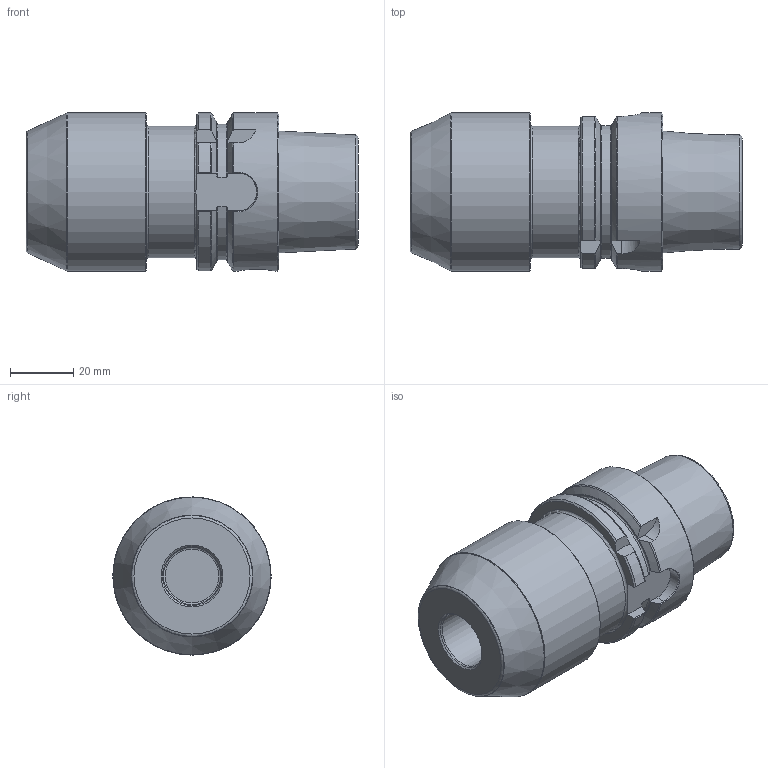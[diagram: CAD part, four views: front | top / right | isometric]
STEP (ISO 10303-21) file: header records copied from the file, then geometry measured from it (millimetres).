
FILE_DESCRIPTION(/* description */ (''),/* implementation_level */ '2;1');
FILE_NAME(/* name */ 'AHSKA50-EM-18-080.stp',/* time_stamp */ '2024-11-22T14:30:20+03:00',/* author */ (''),/* organization */ (''),/* preprocessor_version */ 'ST-DEVELOPER v19.4',/* originating_system */ 'SIEMENS PLM Software NX2306.3001',/* authorisation */ '');
FILE_SCHEMA (('AUTOMOTIVE_DESIGN { 1 0 10303 214 3 1 1 1 }'));
Length unit declared in the file: millimetre
Products named in the file (1): AHSKA50-EM-18-080-light_objects
Bounding box: 105 x 50 x 50 mm (x, y, z)
Volume: 151972 mm3; surface area: 22396.8 mm2
Topology: 1 solids, 1 shells, 95 faces, 246 edges, 156 vertices
Faces by surface type: plane 37, cone 23, torus 17, cylinder 15, bspline 3
Full cylindrical faces by diameter (mm): 10 x1, 18 x1, 18.5 x1, 41.6 x1, 50 x2
Entity records: 3209 total; most frequent: CARTESIAN_POINT 1091, ORIENTED_EDGE 426, DIRECTION 398, EDGE_CURVE 213, AXIS2_PLACEMENT_3D 165, VERTEX_POINT 151, EDGE_LOOP 125, ADVANCED_FACE 95
